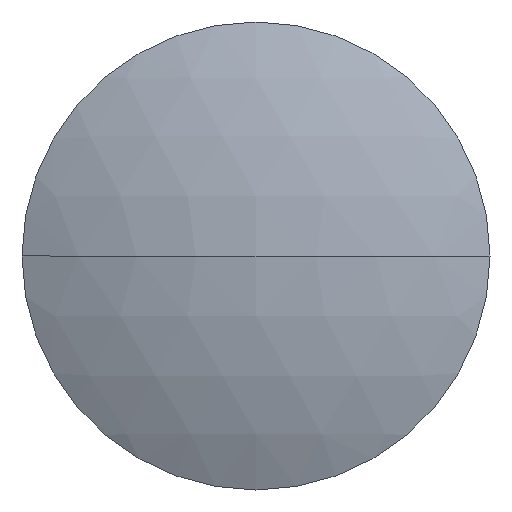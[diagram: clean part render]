
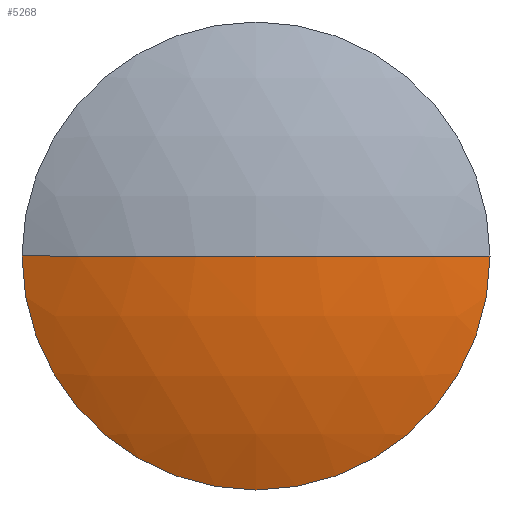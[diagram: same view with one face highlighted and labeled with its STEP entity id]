
A CAD part, front view. The second image highlights one B-rep face of the part: STEP entity #5268.
In plain terms, the highlighted spherical face has radius 51.152 mm.
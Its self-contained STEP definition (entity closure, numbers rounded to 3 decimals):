
#166 = ORIENTED_EDGE ( 'NONE', *, *, #7318, .F. ) ;
#708 = VERTEX_POINT ( 'NONE', #5910 ) ;
#775 = ORIENTED_EDGE ( 'NONE', *, *, #1712, .T. ) ;
#923 = AXIS2_PLACEMENT_3D ( 'NONE', #13034, #6961, #8310 ) ;
#1149 = CARTESIAN_POINT ( 'NONE',  ( 0., 41.152, 0. ) ) ;
#1712 = EDGE_CURVE ( 'NONE', #4503, #708, #2590, .T. ) ;
#1894 = DIRECTION ( 'NONE',  ( 1., 0., 0. ) ) ;
#2080 = VERTEX_POINT ( 'NONE', #4583 ) ;
#2590 = CIRCLE ( 'NONE', #11261, 21.2 ) ;
#3262 = DIRECTION ( 'NONE',  ( 1., 0., 0. ) ) ;
#4023 = CARTESIAN_POINT ( 'NONE',  ( 0., 41.152, 0. ) ) ;
#4424 = DIRECTION ( 'NONE',  ( 0., -1., 0. ) ) ;
#4503 = VERTEX_POINT ( 'NONE', #5535 ) ;
#4583 = CARTESIAN_POINT ( 'NONE',  ( 0., -10., 0. ) ) ;
#5268 = ADVANCED_FACE ( 'NONE', ( #9324 ), #11719, .T. ) ;
#5535 = CARTESIAN_POINT ( 'NONE',  ( -21.2, -5.4, 0. ) ) ;
#5679 = EDGE_CURVE ( 'NONE', #708, #2080, #10895, .T. ) ;
#5910 = CARTESIAN_POINT ( 'NONE',  ( 21.2, -5.4, 0. ) ) ;
#6913 = AXIS2_PLACEMENT_3D ( 'NONE', #4023, #12108, #1894 ) ;
#6961 = DIRECTION ( 'NONE',  ( 0., 0., -1. ) ) ;
#7318 = EDGE_CURVE ( 'NONE', #4503, #2080, #12662, .T. ) ;
#7851 = EDGE_LOOP ( 'NONE', ( #775, #12013, #166 ) ) ;
#8310 = DIRECTION ( 'NONE',  ( -1., 0., 0. ) ) ;
#8444 = DIRECTION ( 'NONE',  ( -1., 0., 0. ) ) ;
#9324 = FACE_OUTER_BOUND ( 'NONE', #7851, .T. ) ;
#10415 = CARTESIAN_POINT ( 'NONE',  ( 0., -5.4, 0. ) ) ;
#10488 = DIRECTION ( 'NONE',  ( 0., 0., -1. ) ) ;
#10895 = CIRCLE ( 'NONE', #11292, 51.152 ) ;
#11261 = AXIS2_PLACEMENT_3D ( 'NONE', #10415, #4424, #3262 ) ;
#11292 = AXIS2_PLACEMENT_3D ( 'NONE', #1149, #10488, #8444 ) ;
#11719 = SPHERICAL_SURFACE ( 'NONE', #923, 51.152 ) ;
#12013 = ORIENTED_EDGE ( 'NONE', *, *, #5679, .T. ) ;
#12108 = DIRECTION ( 'NONE',  ( 0., 0., 1. ) ) ;
#12662 = CIRCLE ( 'NONE', #6913, 51.152 ) ;
#13034 = CARTESIAN_POINT ( 'NONE',  ( 0., 41.152, 0. ) ) ;
